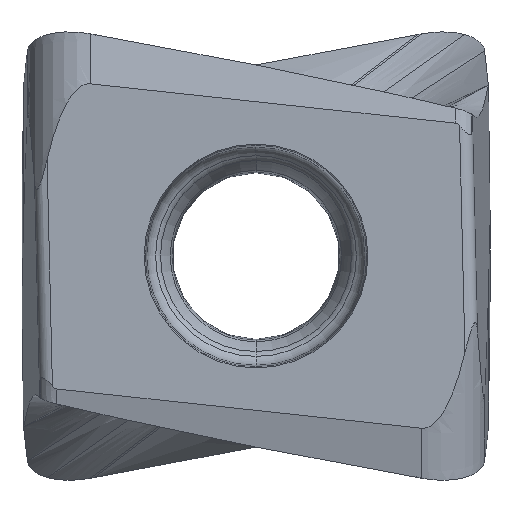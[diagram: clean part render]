
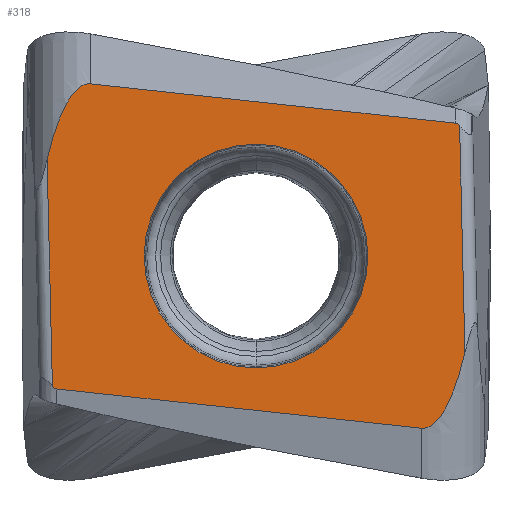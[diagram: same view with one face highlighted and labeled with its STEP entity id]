
A CAD part, front view. The second image highlights one B-rep face of the part: STEP entity #318.
In plain terms, the highlighted planar face has unit normal (0, -1, 0).
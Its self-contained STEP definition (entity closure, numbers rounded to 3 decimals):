
#118=PLANE('',#2310);
#140=FACE_BOUND('',#588,.T.);
#141=FACE_BOUND('',#589,.T.);
#144=B_SPLINE_CURVE_WITH_KNOTS('',3,(#2825,#2826,#2827,#2828,#2829,#2830,
#2831,#2832,#2833,#2834,#2835,#2836,#2837,#2838,#2839,#2840,#2841,#2842,
#2843,#2844,#2845,#2846),.UNSPECIFIED.,.F.,.F.,(4,1,1,1,1,1,1,1,1,1,1,1,
1,1,1,1,1,1,1,4),(0.,0.053,0.105,0.158,0.211,
0.263,0.316,0.368,0.421,0.474,
0.526,0.579,0.632,0.684,0.737,
0.789,0.842,0.895,0.947,1.),
 .UNSPECIFIED.);
#145=B_SPLINE_CURVE_WITH_KNOTS('',3,(#2851,#2852,#2853,#2854,#2855,#2856,
#2857,#2858),.UNSPECIFIED.,.F.,.F.,(4,1,1,1,1,4),(0.,0.2,0.4,0.6,0.8,1.),
 .UNSPECIFIED.);
#146=B_SPLINE_CURVE_WITH_KNOTS('',3,(#2862,#2863,#2864,#2865,#2866,#2867,
#2868,#2869,#2870,#2871,#2872,#2873,#2874,#2875,#2876,#2877,#2878,#2879,
#2880,#2881,#2882,#2883),.UNSPECIFIED.,.F.,.F.,(4,1,1,1,1,1,1,1,1,1,1,1,
1,1,1,1,1,1,1,4),(0.,0.053,0.105,0.158,0.211,
0.263,0.316,0.368,0.421,0.474,
0.526,0.579,0.632,0.684,0.737,
0.789,0.842,0.895,0.947,1.),
 .UNSPECIFIED.);
#147=B_SPLINE_CURVE_WITH_KNOTS('',3,(#2887,#2888,#2889,#2890,#2891,#2892,
#2893,#2894),.UNSPECIFIED.,.F.,.F.,(4,1,1,1,1,4),(0.,0.2,0.4,0.6,0.8,1.),
 .UNSPECIFIED.);
#318=ADVANCED_FACE('',(#140,#141),#118,.T.);
#588=EDGE_LOOP('',(#778,#779,#780,#781,#782,#783,#784,#785));
#589=EDGE_LOOP('',(#786,#787));
#724=CIRCLE('',#2307,2.988);
#725=CIRCLE('',#2309,2.988);
#778=ORIENTED_EDGE('',*,*,#1655,.T.);
#779=ORIENTED_EDGE('',*,*,#1656,.F.);
#780=ORIENTED_EDGE('',*,*,#1657,.T.);
#781=ORIENTED_EDGE('',*,*,#1658,.F.);
#782=ORIENTED_EDGE('',*,*,#1659,.T.);
#783=ORIENTED_EDGE('',*,*,#1660,.T.);
#784=ORIENTED_EDGE('',*,*,#1661,.T.);
#785=ORIENTED_EDGE('',*,*,#1662,.F.);
#786=ORIENTED_EDGE('',*,*,#1654,.F.);
#787=ORIENTED_EDGE('',*,*,#1663,.F.);
#1446=VERTEX_POINT('',#2820);
#1447=VERTEX_POINT('',#2822);
#1448=VERTEX_POINT('',#2847);
#1449=VERTEX_POINT('',#2848);
#1450=VERTEX_POINT('',#2850);
#1451=VERTEX_POINT('',#2859);
#1452=VERTEX_POINT('',#2861);
#1453=VERTEX_POINT('',#2884);
#1454=VERTEX_POINT('',#2886);
#1455=VERTEX_POINT('',#2895);
#1654=EDGE_CURVE('',#1447,#1446,#724,.T.);
#1655=EDGE_CURVE('',#1448,#1449,#144,.T.);
#1656=EDGE_CURVE('',#1450,#1449,#1986,.T.);
#1657=EDGE_CURVE('',#1450,#1451,#145,.T.);
#1658=EDGE_CURVE('',#1452,#1451,#1987,.T.);
#1659=EDGE_CURVE('',#1452,#1453,#146,.T.);
#1660=EDGE_CURVE('',#1453,#1454,#1988,.T.);
#1661=EDGE_CURVE('',#1454,#1455,#147,.T.);
#1662=EDGE_CURVE('',#1448,#1455,#1989,.T.);
#1663=EDGE_CURVE('',#1446,#1447,#725,.T.);
#1986=LINE('',#2849,#2128);
#1987=LINE('',#2860,#2129);
#1988=LINE('',#2885,#2130);
#1989=LINE('',#2896,#2131);
#2128=VECTOR('',#2440,1.);
#2129=VECTOR('',#2441,1.);
#2130=VECTOR('',#2442,1.);
#2131=VECTOR('',#2443,1.);
#2307=AXIS2_PLACEMENT_3D('',#2823,#2436,#2437);
#2309=AXIS2_PLACEMENT_3D('',#2897,#2444,#2445);
#2310=AXIS2_PLACEMENT_3D('',#2898,#2446,#2447);
#2436=DIRECTION('',(0.,-1.,0.));
#2437=DIRECTION('',(0.,0.,1.));
#2440=DIRECTION('',(-0.024,0.,1.));
#2441=DIRECTION('',(-0.994,0.,0.107));
#2442=DIRECTION('',(-0.024,0.,1.));
#2443=DIRECTION('',(0.994,0.,-0.107));
#2444=DIRECTION('',(0.,-1.,0.));
#2445=DIRECTION('',(0.,0.,-1.));
#2446=DIRECTION('',(0.,-1.,0.));
#2447=DIRECTION('',(-1.,0.,-0.024));
#2820=CARTESIAN_POINT('',(0.,0.,-2.988));
#2822=CARTESIAN_POINT('',(0.,0.,2.988));
#2823=CARTESIAN_POINT('',(0.,0.,0.));
#2825=CARTESIAN_POINT('',(-4.422,0.,4.598));
#2826=CARTESIAN_POINT('',(-4.44,0.,4.6));
#2827=CARTESIAN_POINT('',(-4.478,0.,4.602));
#2828=CARTESIAN_POINT('',(-4.536,0.,4.594));
#2829=CARTESIAN_POINT('',(-4.594,0.,4.576));
#2830=CARTESIAN_POINT('',(-4.655,0.,4.548));
#2831=CARTESIAN_POINT('',(-4.716,0.,4.508));
#2832=CARTESIAN_POINT('',(-4.778,0.,4.457));
#2833=CARTESIAN_POINT('',(-4.84,0.,4.394));
#2834=CARTESIAN_POINT('',(-4.902,0.,4.319));
#2835=CARTESIAN_POINT('',(-4.964,0.,4.232));
#2836=CARTESIAN_POINT('',(-5.026,0.,4.133));
#2837=CARTESIAN_POINT('',(-5.087,0.,4.023));
#2838=CARTESIAN_POINT('',(-5.148,0.,3.9));
#2839=CARTESIAN_POINT('',(-5.21,0.,3.762));
#2840=CARTESIAN_POINT('',(-5.271,0.,3.61));
#2841=CARTESIAN_POINT('',(-5.333,0.,3.441));
#2842=CARTESIAN_POINT('',(-5.394,0.,3.256));
#2843=CARTESIAN_POINT('',(-5.456,0.,3.051));
#2844=CARTESIAN_POINT('',(-5.518,0.,2.825));
#2845=CARTESIAN_POINT('',(-5.559,0.,2.657));
#2846=CARTESIAN_POINT('',(-5.58,0.,2.569));
#2847=CARTESIAN_POINT('',(-4.422,0.,4.598));
#2848=CARTESIAN_POINT('',(-5.58,0.,2.569));
#2849=CARTESIAN_POINT('',(-5.437,0.,-3.475));
#2850=CARTESIAN_POINT('',(-5.437,0.,-3.475));
#2851=CARTESIAN_POINT('',(-5.437,0.,-3.475));
#2852=CARTESIAN_POINT('',(-5.429,0.,-3.484));
#2853=CARTESIAN_POINT('',(-5.414,0.,-3.5));
#2854=CARTESIAN_POINT('',(-5.39,0.,-3.521));
#2855=CARTESIAN_POINT('',(-5.366,0.,-3.536));
#2856=CARTESIAN_POINT('',(-5.342,0.,-3.546));
#2857=CARTESIAN_POINT('',(-5.327,0.,-3.549));
#2858=CARTESIAN_POINT('',(-5.32,0.,-3.55));
#2859=CARTESIAN_POINT('',(-5.32,0.,-3.55));
#2860=CARTESIAN_POINT('',(4.422,0.,-4.598));
#2861=CARTESIAN_POINT('',(4.422,0.,-4.598));
#2862=CARTESIAN_POINT('',(4.422,0.,-4.598));
#2863=CARTESIAN_POINT('',(4.44,0.,-4.6));
#2864=CARTESIAN_POINT('',(4.478,0.,-4.602));
#2865=CARTESIAN_POINT('',(4.536,0.,-4.594));
#2866=CARTESIAN_POINT('',(4.594,0.,-4.576));
#2867=CARTESIAN_POINT('',(4.655,0.,-4.548));
#2868=CARTESIAN_POINT('',(4.716,0.,-4.508));
#2869=CARTESIAN_POINT('',(4.777,0.,-4.457));
#2870=CARTESIAN_POINT('',(4.84,0.,-4.394));
#2871=CARTESIAN_POINT('',(4.902,0.,-4.319));
#2872=CARTESIAN_POINT('',(4.964,0.,-4.232));
#2873=CARTESIAN_POINT('',(5.026,0.,-4.133));
#2874=CARTESIAN_POINT('',(5.087,0.,-4.023));
#2875=CARTESIAN_POINT('',(5.148,0.,-3.9));
#2876=CARTESIAN_POINT('',(5.21,0.,-3.762));
#2877=CARTESIAN_POINT('',(5.271,0.,-3.61));
#2878=CARTESIAN_POINT('',(5.333,0.,-3.441));
#2879=CARTESIAN_POINT('',(5.394,0.,-3.256));
#2880=CARTESIAN_POINT('',(5.456,0.,-3.051));
#2881=CARTESIAN_POINT('',(5.518,0.,-2.825));
#2882=CARTESIAN_POINT('',(5.559,0.,-2.657));
#2883=CARTESIAN_POINT('',(5.58,0.,-2.569));
#2884=CARTESIAN_POINT('',(5.58,0.,-2.569));
#2885=CARTESIAN_POINT('',(5.58,0.,-2.569));
#2886=CARTESIAN_POINT('',(5.437,0.,3.475));
#2887=CARTESIAN_POINT('',(5.437,0.,3.475));
#2888=CARTESIAN_POINT('',(5.429,0.,3.484));
#2889=CARTESIAN_POINT('',(5.414,0.,3.5));
#2890=CARTESIAN_POINT('',(5.39,0.,3.521));
#2891=CARTESIAN_POINT('',(5.366,0.,3.536));
#2892=CARTESIAN_POINT('',(5.342,0.,3.546));
#2893=CARTESIAN_POINT('',(5.327,0.,3.549));
#2894=CARTESIAN_POINT('',(5.32,0.,3.55));
#2895=CARTESIAN_POINT('',(5.32,0.,3.55));
#2896=CARTESIAN_POINT('',(-4.422,0.,4.598));
#2897=CARTESIAN_POINT('',(0.,0.,0.));
#2898=CARTESIAN_POINT('',(-5.351,0.,-7.129));
